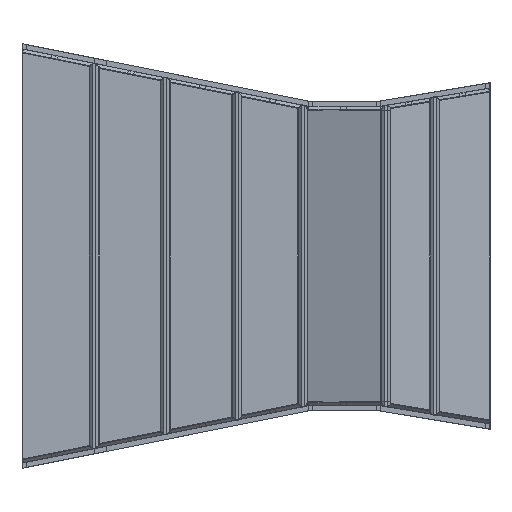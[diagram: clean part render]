
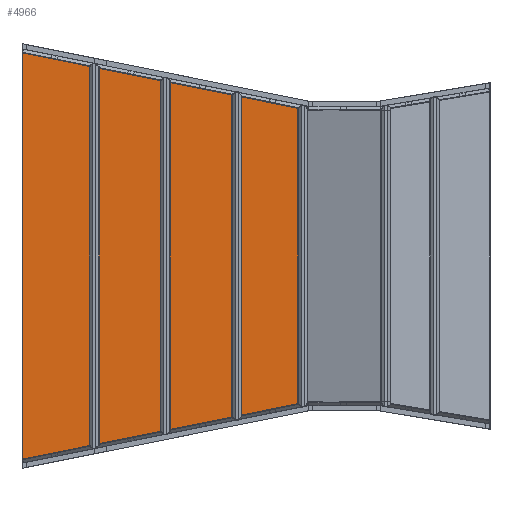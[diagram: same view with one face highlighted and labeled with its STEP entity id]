
A CAD part, front view. The second image highlights one B-rep face of the part: STEP entity #4966.
In plain terms, the highlighted planar face has unit normal (0, -1, 0).
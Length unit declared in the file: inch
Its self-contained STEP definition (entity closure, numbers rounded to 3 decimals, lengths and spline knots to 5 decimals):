
#158 = EDGE_CURVE ( 'NONE', #6011, #9775, #388, .T. ) ;
#388 = LINE ( 'NONE', #9469, #6908 ) ;
#836 = CARTESIAN_POINT ( 'NONE',  ( -12.04533, -0.25, 48.26407 ) ) ;
#2066 = LINE ( 'NONE', #18281, #17687 ) ;
#3961 = DIRECTION ( 'NONE',  ( 0.98, 0., -0.197 ) ) ;
#4330 = VERTEX_POINT ( 'NONE', #9735 ) ;
#4966 = ADVANCED_FACE ( 'NONE', ( #17948 ), #14756, .T. ) ;
#5064 = CARTESIAN_POINT ( 'NONE',  ( -12.04533, -0.25, -48.26407 ) ) ;
#5233 = LINE ( 'NONE', #11294, #18601 ) ;
#5501 = ORIENTED_EDGE ( 'NONE', *, *, #15669, .F. ) ;
#6011 = VERTEX_POINT ( 'NONE', #5064 ) ;
#6908 = VECTOR ( 'NONE', #7776, 39.37008 ) ;
#6985 = CARTESIAN_POINT ( 'NONE',  ( -105.87616, -0.25, -67.07984 ) ) ;
#7776 = DIRECTION ( 'NONE',  ( -0.98, 0., -0.197 ) ) ;
#8591 = ORIENTED_EDGE ( 'NONE', *, *, #158, .F. ) ;
#8609 = VECTOR ( 'NONE', #14316, 39.37008 ) ;
#8703 = CARTESIAN_POINT ( 'NONE',  ( -12.04533, -0.25, -66.875 ) ) ;
#8853 = VERTEX_POINT ( 'NONE', #836 ) ;
#8872 = ORIENTED_EDGE ( 'NONE', *, *, #15500, .F. ) ;
#9469 = CARTESIAN_POINT ( 'NONE',  ( -11.95085, -0.25, -48.24512 ) ) ;
#9735 = CARTESIAN_POINT ( 'NONE',  ( -105.87616, -0.25, 67.07984 ) ) ;
#9775 = VERTEX_POINT ( 'NONE', #6985 ) ;
#11294 = CARTESIAN_POINT ( 'NONE',  ( -11.95085, -0.25, 48.24512 ) ) ;
#12503 = DIRECTION ( 'NONE',  ( 0., 0., -1. ) ) ;
#13066 = LINE ( 'NONE', #8703, #8609 ) ;
#13974 = DIRECTION ( 'NONE',  ( 0., 0., 1. ) ) ;
#14316 = DIRECTION ( 'NONE',  ( 0., 0., 1. ) ) ;
#14660 = EDGE_LOOP ( 'NONE', ( #5501, #8591, #17600, #8872 ) ) ;
#14756 = PLANE ( 'NONE',  #18155 ) ;
#15500 = EDGE_CURVE ( 'NONE', #4330, #8853, #5233, .T. ) ;
#15619 = DIRECTION ( 'NONE',  ( 0., -1., 0. ) ) ;
#15669 = EDGE_CURVE ( 'NONE', #9775, #4330, #2066, .T. ) ;
#16439 = EDGE_CURVE ( 'NONE', #6011, #8853, #13066, .T. ) ;
#17600 = ORIENTED_EDGE ( 'NONE', *, *, #16439, .T. ) ;
#17687 = VECTOR ( 'NONE', #13974, 39.37008 ) ;
#17948 = FACE_OUTER_BOUND ( 'NONE', #14660, .T. ) ;
#18155 = AXIS2_PLACEMENT_3D ( 'NONE', #18537, #15619, #12503 ) ;
#18281 = CARTESIAN_POINT ( 'NONE',  ( -105.87616, -0.25, -66.875 ) ) ;
#18537 = CARTESIAN_POINT ( 'NONE',  ( -108.12616, -0.25, -66.875 ) ) ;
#18601 = VECTOR ( 'NONE', #3961, 39.37008 ) ;
